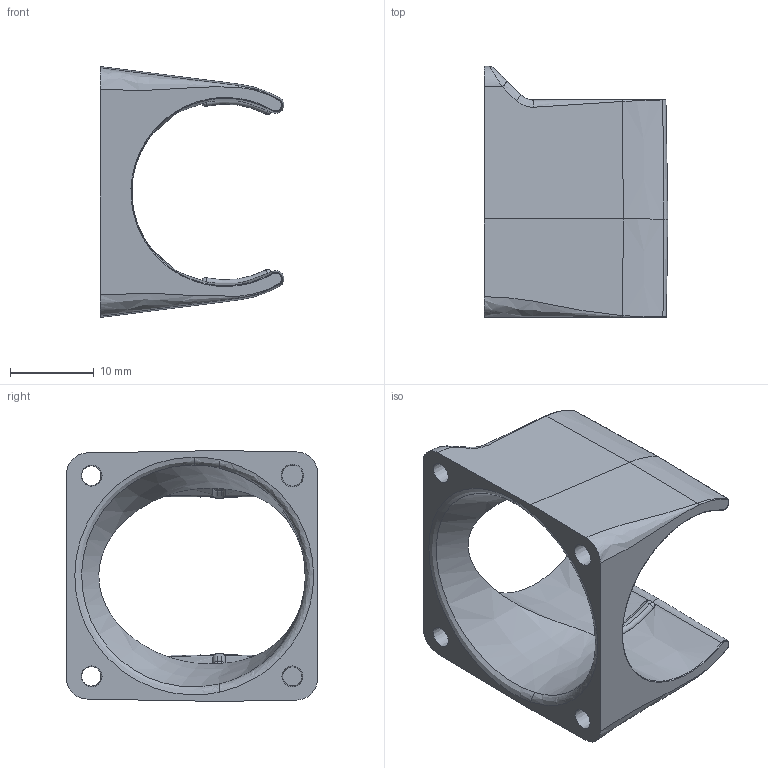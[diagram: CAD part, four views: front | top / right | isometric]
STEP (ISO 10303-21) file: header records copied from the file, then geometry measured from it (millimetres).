
FILE_DESCRIPTION(/* description */ (''),/* implementation_level */ '2;1');
FILE_NAME(/* name */ 'V6.6 Duct.stp',/* time_stamp */ '2014-05-30T15:44:31+01:00',/* author */ ('E3D Online'),/* organization */ (''),/* preprocessor_version */ 'ST-DEVELOPER v15.2',/* originating_system */ 'Autodesk Inventor 2014',/* authorisation */ '');
FILE_SCHEMA (('AUTOMOTIVE_DESIGN { 1 0 10303 214 3 1 1 }'));
Length unit declared in the file: millimetre
Products named in the file (1): V6.6 Duct
Bounding box: 22 x 30 x 30 mm (x, y, z)
Volume: 3879.8 mm3; surface area: 3557.4 mm2
Topology: 1 solids, 1 shells, 92 faces, 226 edges, 139 vertices
Faces by surface type: bspline 24, plane 22, cylinder 20, cone 14, sphere 8, torus 4
Entity records: 3778 total; most frequent: CARTESIAN_POINT 1838, ORIENTED_EDGE 432, DIRECTION 330, EDGE_CURVE 216, AXIS2_PLACEMENT_3D 131, VERTEX_POINT 129, EDGE_LOOP 101, FACE_OUTER_BOUND 92
